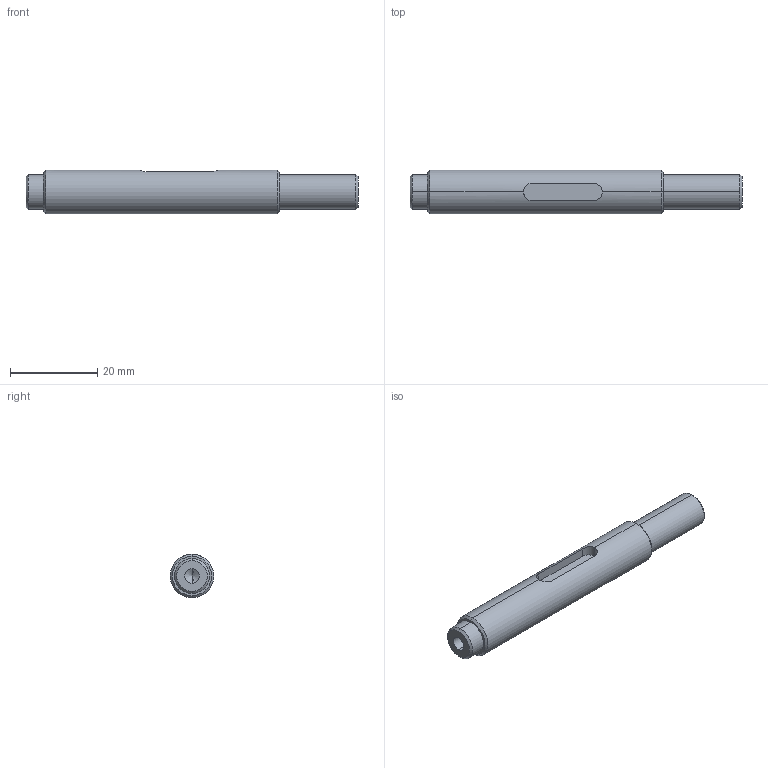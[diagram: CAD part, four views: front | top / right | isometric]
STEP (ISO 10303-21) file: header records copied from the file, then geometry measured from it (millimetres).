
FILE_DESCRIPTION (( 'STEP AP214' ), '1' );
FILE_NAME ('XW-USI-043-B-axe-moteur-Y.STEP', '2020-12-28T10:59:35', ( '' ), ( '' ), 'SwSTEP 2.0', 'SolidWorks 2020', '' );
FILE_SCHEMA (( 'AUTOMOTIVE_DESIGN' ));
Length unit declared in the file: millimetre
Products named in the file (1): XW-USI-043-B-axe-moteur-Y
Bounding box: 76 x 10 x 10 mm (x, y, z)
Volume: 5069.7 mm3; surface area: 2577.9 mm2
Topology: 1 solids, 1 shells, 29 faces, 63 edges, 37 vertices
Faces by surface type: cylinder 12, cone 10, plane 7
Entity records: 883 total; most frequent: CARTESIAN_POINT 188, DIRECTION 145, ORIENTED_EDGE 122, EDGE_CURVE 61, AXIS2_PLACEMENT_3D 58, VERTEX_POINT 37, EDGE_LOOP 32, FACE_OUTER_BOUND 29
